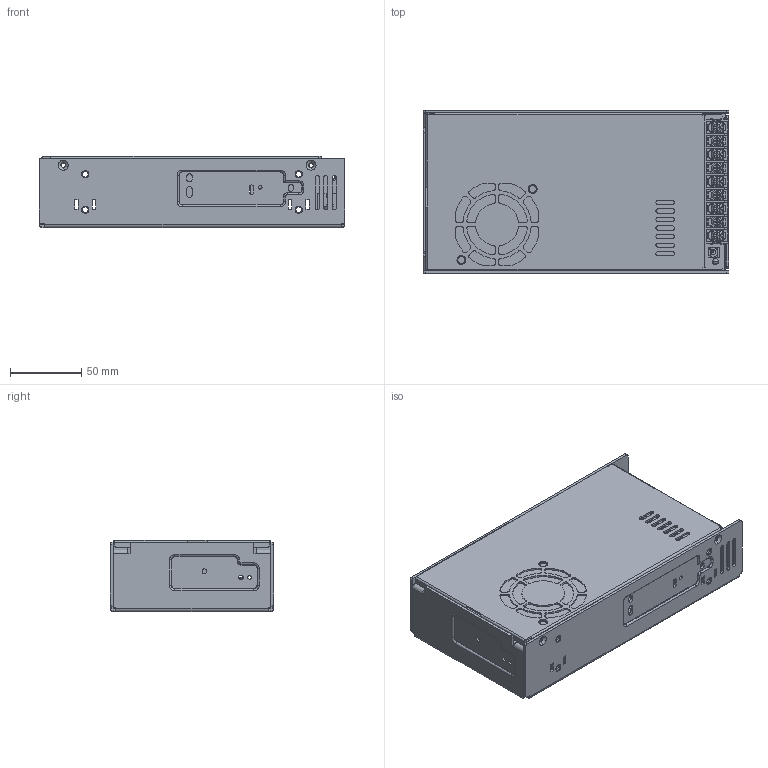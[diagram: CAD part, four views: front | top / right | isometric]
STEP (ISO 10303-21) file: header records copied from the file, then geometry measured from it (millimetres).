
FILE_DESCRIPTION((''),'2;1');
FILE_NAME('PMT-12V350W1AR_3D_ASM_ASM','2020-12-16T',('EUNICE.HUANG'),(''),'PRO/ENGINEER BY PARAMETRIC TECHNOLOGY CORPORATION, 2015240','PRO/ENGINEER BY PARAMETRIC TECHNOLOGY CORPORATION, 2015240','');
FILE_SCHEMA(('AUTOMOTIVE_DESIGN { 1 0 10303 214 1 1 1 1 }'));
Length unit declared in the file: millimetre
Products named in the file (31): PWB_2_25_2013_2; VR1__1; LEG1__1; VR_LEG__ASM_1_ASM_ASM; MANIFOLD_SOLID_BREP_17698; MANIFOLD_SOLID_BREP_17786; LED_HOLDER_1_ASM_ASM; COVER-01_2; BOX1_1; PRT0001_1; PRT0002_1; PRT0003_1; PRT0004_1; PRT0005_1; PRT0006_1; PRT0007_1; PRT0008_1; PRT0009_1; PRT0010_1; T44-ES1109A302_ASM_1_ASM_ASM; CASE_ASM_2_ASM_ASM; ASM0001_ASM; PRT0003; PRT0004; CHASSIS_AF0_2_ASM_ASM_ASM_ASM; PRT0005; PRT0006; PRT0007; CHASSIS_ASM_1_ASM_ASM_ASM_ASM; 24AR-CHASSIS_ASM_ASM; PMT-12V350W1AR_3D_ASM_ASM
Assembly tree (37 placements, depth 5):
  PMT-12V350W1AR_3D_ASM_ASM
    ASM0001_ASM
      CASE_ASM_2_ASM_ASM
        PWB_2_25_2013_2
        VR_LEG__ASM_1_ASM_ASM
          VR1__1
          LEG1__1  x3
        LED_HOLDER_1_ASM_ASM
          MANIFOLD_SOLID_BREP_17698
          MANIFOLD_SOLID_BREP_17786
        COVER-01_2
        BOX1_1  x3
        T44-ES1109A302_ASM_1_ASM_ASM
          PRT0001_1
          PRT0002_1
          PRT0003_1
          PRT0004_1
          PRT0005_1
          PRT0006_1
          PRT0007_1
          PRT0008_1
          PRT0009_1
          PRT0010_1
    24AR-CHASSIS_ASM_ASM
      CHASSIS_ASM_1_ASM_ASM_ASM_ASM
        CHASSIS_AF0_2_ASM_ASM_ASM_ASM
          PRT0003
          PRT0004
        PRT0005  x2
        PRT0006  x3
        PRT0007
Bounding box: 215 x 115 x 50 mm (x, y, z)
Volume: 190822.8 mm3; surface area: 265643 mm2
Topology: 29 solids, 29 shells, 2003 faces, 5480 edges, 3528 vertices
Faces by surface type: plane 1224, cylinder 548, cone 92, torus 64, bspline 37, extrusion 36, sphere 2
Entity records: 63061 total; most frequent: CARTESIAN_POINT 13870, ORIENTED_EDGE 10128, DIRECTION 9815, EDGE_CURVE 5064, VECTOR 3363, LINE 3327, VERTEX_POINT 3300, AXIS2_PLACEMENT_3D 3226
